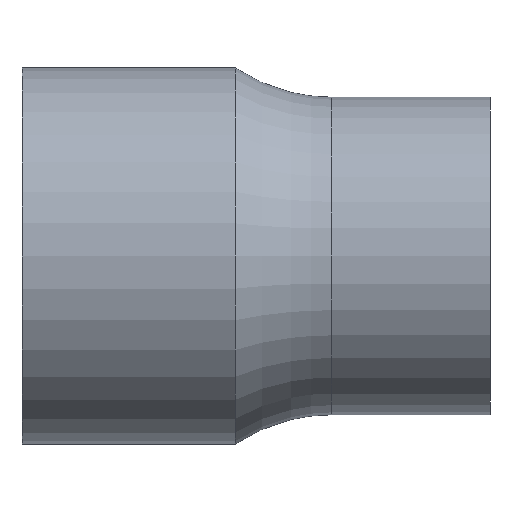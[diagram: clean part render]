
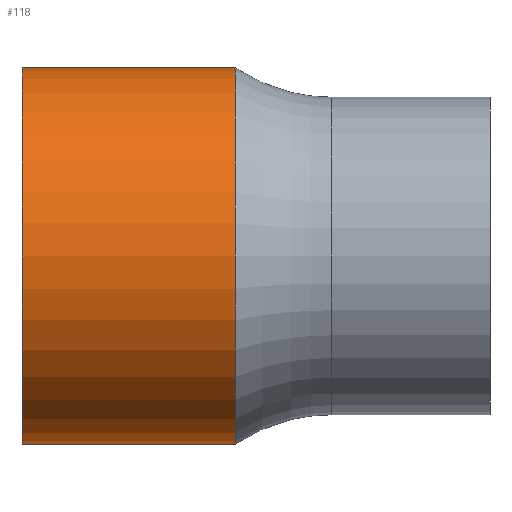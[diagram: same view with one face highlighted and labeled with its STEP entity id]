
A CAD part, front view. The second image highlights one B-rep face of the part: STEP entity #118.
In plain terms, the highlighted cylindrical face has radius 45 mm (diameter 90 mm), a full revolution.
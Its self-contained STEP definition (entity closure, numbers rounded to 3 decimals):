
#23=FACE_BOUND($,#49,.T.);
#35=FACE_OUTER_BOUND($,#48,.T.);
#48=EDGE_LOOP($,(#98));
#49=EDGE_LOOP($,(#99));
#66=CIRCLE($,#139,45.);
#67=CIRCLE($,#141,45.);
#76=VERTEX_POINT($,#210);
#77=VERTEX_POINT($,#213);
#86=EDGE_CURVE($,#76,#76,#66,.T.);
#87=EDGE_CURVE($,#77,#77,#67,.T.);
#98=ORIENTED_EDGE($,*,*,#86,.T.);
#99=ORIENTED_EDGE($,*,*,#87,.F.);
#112=CYLINDRICAL_SURFACE($,#140,45.);
#118=ADVANCED_FACE($,(#35,#23),#112,.T.);
#139=AXIS2_PLACEMENT_3D($,#211,#174,#175);
#140=AXIS2_PLACEMENT_3D($,#212,#176,#177);
#141=AXIS2_PLACEMENT_3D($,#214,#178,#179);
#174=DIRECTION('center_axis',(-1.,0.,0.));
#175=DIRECTION('ref_axis',(0.,1.,0.));
#176=DIRECTION('center_axis',(-1.,0.,0.));
#177=DIRECTION('ref_axis',(0.,1.,0.));
#178=DIRECTION('center_axis',(-1.,0.,0.));
#179=DIRECTION('ref_axis',(0.,1.,0.));
#210=CARTESIAN_POINT('',(-0.94,0.,-45.));
#211=CARTESIAN_POINT('Origin',(-0.94,0.,
0.));
#212=CARTESIAN_POINT('Origin',(-26.44,0.,
0.));
#213=CARTESIAN_POINT('',(-51.94,-45.,0.));
#214=CARTESIAN_POINT('Origin',(-51.94,0.,
0.));
